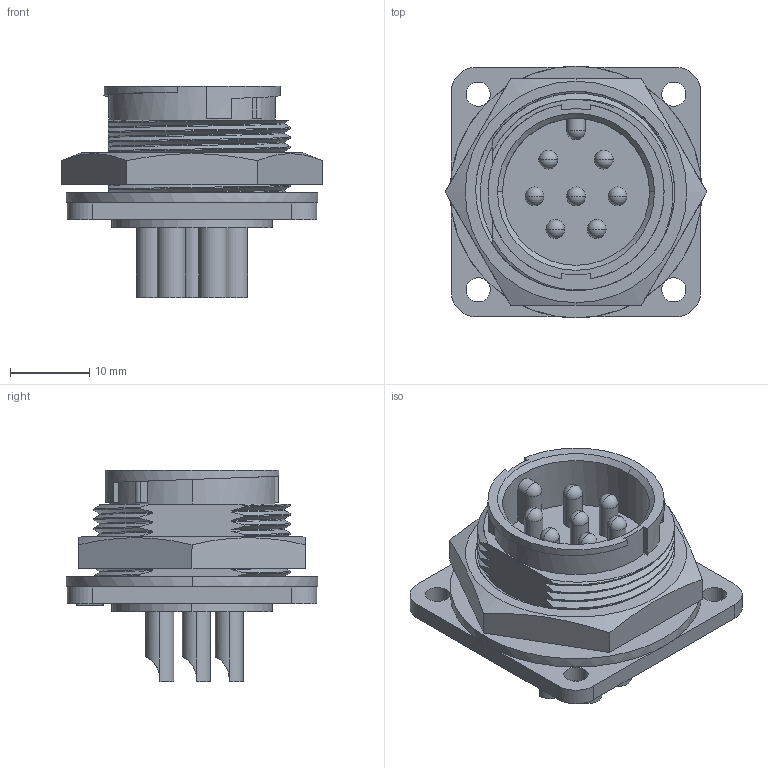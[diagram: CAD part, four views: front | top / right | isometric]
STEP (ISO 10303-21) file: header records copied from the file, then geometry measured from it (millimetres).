
FILE_DESCRIPTION (( 'STEP AP203' ), '1' );
FILE_NAME ('14182-7PG-300.STEP', '2015-11-18T21:50:17', ( '' ), ( '' ), 'SwSTEP 2.0', 'SolidWorks 2014', '' );
FILE_SCHEMA (( 'CONFIG_CONTROL_DESIGN' ));
Length unit declared in the file: inch
Products named in the file (1): 14182-7PG-300
Bounding box: 33 x 31.75 x 26.7 mm (x, y, z)
Volume: 8414.8 mm3; surface area: 6687.2 mm2
Topology: 2 solids, 2 shells, 233 faces, 613 edges, 392 vertices
Faces by surface type: plane 93, cylinder 91, bspline 30, sphere 15, cone 4
Entity records: 16039 total; most frequent: CARTESIAN_POINT 10701, ORIENTED_EDGE 1166, DIRECTION 992, EDGE_CURVE 583, VERTEX_POINT 377, AXIS2_PLACEMENT_3D 350, LINE 292, VECTOR 292
